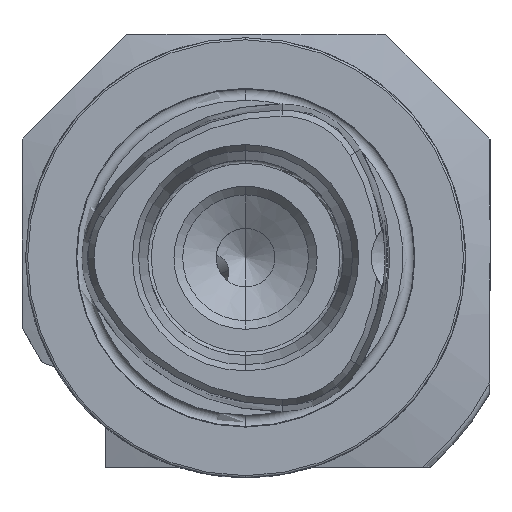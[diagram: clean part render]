
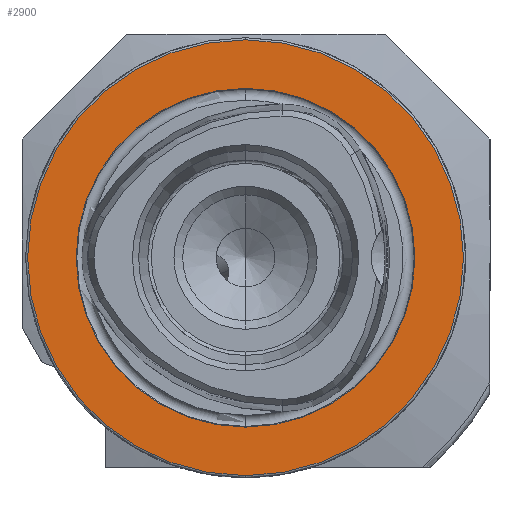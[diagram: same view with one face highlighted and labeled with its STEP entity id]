
A CAD part, left-side view. The second image highlights one B-rep face of the part: STEP entity #2900.
In plain terms, the highlighted planar face has unit normal (-1, 0, 0).
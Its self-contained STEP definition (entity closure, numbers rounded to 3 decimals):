
#207 = DIRECTION ( 'NONE',  ( 0., 0., 1. ) ) ;
#381 = DIRECTION ( 'NONE',  ( -1., 0., 0. ) ) ;
#789 = CARTESIAN_POINT ( 'NONE',  ( 0., 0., 31.2 ) ) ;
#849 = FACE_OUTER_BOUND ( 'NONE', #2179, .T. ) ;
#890 = EDGE_LOOP ( 'NONE', ( #3065, #6403 ) ) ;
#906 = DIRECTION ( 'NONE',  ( 0., 0., 1. ) ) ;
#1257 = CARTESIAN_POINT ( 'NONE',  ( 0., 0., 0. ) ) ;
#1362 = VERTEX_POINT ( 'NONE', #1968 ) ;
#1376 = ORIENTED_EDGE ( 'NONE', *, *, #4584, .T. ) ;
#1383 = CIRCLE ( 'NONE', #5773, 24.25 ) ;
#1751 = VERTEX_POINT ( 'NONE', #5519 ) ;
#1873 = CARTESIAN_POINT ( 'NONE',  ( 0., 0., 0. ) ) ;
#1968 = CARTESIAN_POINT ( 'NONE',  ( 0., 0., -31.2 ) ) ;
#2032 = VERTEX_POINT ( 'NONE', #6259 ) ;
#2033 = EDGE_CURVE ( 'NONE', #2032, #1751, #5668, .T. ) ;
#2179 = EDGE_LOOP ( 'NONE', ( #3342, #1376 ) ) ;
#2223 = PLANE ( 'NONE',  #6185 ) ;
#2270 = DIRECTION ( 'NONE',  ( 0., 0., 1. ) ) ;
#2900 = ADVANCED_FACE ( 'NONE', ( #4145, #849 ), #2223, .F. ) ;
#2923 = CARTESIAN_POINT ( 'NONE',  ( 0., 0., 0. ) ) ;
#2982 = VERTEX_POINT ( 'NONE', #789 ) ;
#3059 = AXIS2_PLACEMENT_3D ( 'NONE', #2923, #381, #906 ) ;
#3065 = ORIENTED_EDGE ( 'NONE', *, *, #5515, .F. ) ;
#3342 = ORIENTED_EDGE ( 'NONE', *, *, #6141, .T. ) ;
#3467 = CIRCLE ( 'NONE', #3552, 31.2 ) ;
#3552 = AXIS2_PLACEMENT_3D ( 'NONE', #1873, #3873, #4355 ) ;
#3873 = DIRECTION ( 'NONE',  ( -1., 0., 0. ) ) ;
#4072 = AXIS2_PLACEMENT_3D ( 'NONE', #6287, #5749, #207 ) ;
#4145 = FACE_BOUND ( 'NONE', #890, .T. ) ;
#4355 = DIRECTION ( 'NONE',  ( 0., 0., 1. ) ) ;
#4584 = EDGE_CURVE ( 'NONE', #1362, #2982, #3467, .T. ) ;
#4762 = DIRECTION ( 'NONE',  ( -1., 0., 0. ) ) ;
#5219 = DIRECTION ( 'NONE',  ( 1., 0., 0. ) ) ;
#5244 = CARTESIAN_POINT ( 'NONE',  ( 0., 24.25, 0. ) ) ;
#5515 = EDGE_CURVE ( 'NONE', #1751, #2032, #1383, .T. ) ;
#5519 = CARTESIAN_POINT ( 'NONE',  ( 0., 0., 24.25 ) ) ;
#5668 = CIRCLE ( 'NONE', #4072, 24.25 ) ;
#5749 = DIRECTION ( 'NONE',  ( -1., 0., 0. ) ) ;
#5773 = AXIS2_PLACEMENT_3D ( 'NONE', #1257, #4762, #2270 ) ;
#5774 = CIRCLE ( 'NONE', #3059, 31.2 ) ;
#6141 = EDGE_CURVE ( 'NONE', #2982, #1362, #5774, .T. ) ;
#6185 = AXIS2_PLACEMENT_3D ( 'NONE', #5244, #5219, #6264 ) ;
#6259 = CARTESIAN_POINT ( 'NONE',  ( 0., 0., -24.25 ) ) ;
#6264 = DIRECTION ( 'NONE',  ( 0., 0., -1. ) ) ;
#6287 = CARTESIAN_POINT ( 'NONE',  ( 0., 0., 0. ) ) ;
#6403 = ORIENTED_EDGE ( 'NONE', *, *, #2033, .F. ) ;
